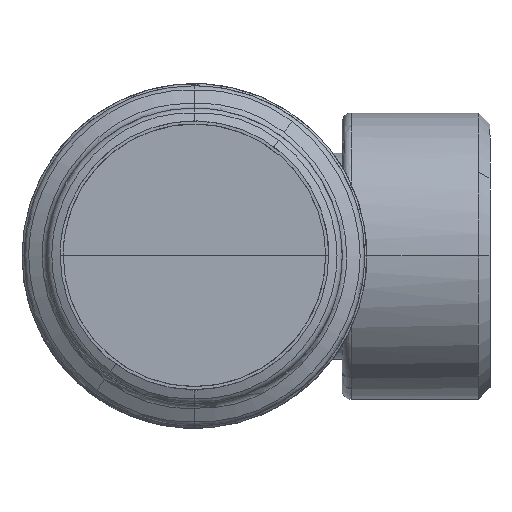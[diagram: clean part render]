
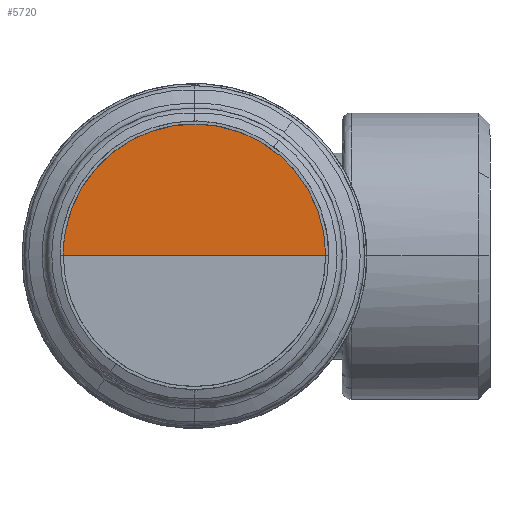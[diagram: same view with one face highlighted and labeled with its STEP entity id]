
A CAD part, top view. The second image highlights one B-rep face of the part: STEP entity #5720.
In plain terms, the highlighted planar face has unit normal (0, 0, 1).
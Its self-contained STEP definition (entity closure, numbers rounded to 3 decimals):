
#5644=CARTESIAN_POINT('Control Point',(14.65,0.,61.5)) ;
#5645=CARTESIAN_POINT('Control Point',(14.65,2.301,61.5)) ;
#5646=CARTESIAN_POINT('Control Point',(14.198,4.602,61.5)) ;
#5647=CARTESIAN_POINT('Control Point',(13.294,6.785,61.5)) ;
#5648=CARTESIAN_POINT('Control Point',(10.679,10.679,61.5)) ;
#5649=CARTESIAN_POINT('Control Point',(6.785,13.294,61.5)) ;
#5650=CARTESIAN_POINT('Control Point',(4.602,14.198,61.5)) ;
#5651=CARTESIAN_POINT('Control Point',(0.,15.102,61.5)) ;
#5652=CARTESIAN_POINT('Control Point',(-4.602,14.198,61.5)) ;
#5653=CARTESIAN_POINT('Control Point',(-6.785,13.294,61.5)) ;
#5654=CARTESIAN_POINT('Control Point',(-10.679,10.679,61.5)) ;
#5655=CARTESIAN_POINT('Control Point',(-13.294,6.785,61.5)) ;
#5656=CARTESIAN_POINT('Control Point',(-14.198,4.602,61.5)) ;
#5657=CARTESIAN_POINT('Control Point',(-14.65,2.301,61.5)) ;
#5658=CARTESIAN_POINT('Control Point',(-14.65,0.,61.5)) ;
#5659=CARTESIAN_POINT('Vertex',(14.65,0.,61.5)) ;
#5661=CARTESIAN_POINT('Vertex',(-14.65,0.,61.5)) ;
#5698=CARTESIAN_POINT('Axis2P3D Location',(0.,0.,61.5)) ;
#5703=CARTESIAN_POINT('Line Origine',(7.325,0.,61.5)) ;
#5707=CARTESIAN_POINT('Vertex',(0.,0.,61.5)) ;
#5710=CARTESIAN_POINT('Line Origine',(-7.325,0.,61.5)) ;
#5699=DIRECTION('Axis2P3D Direction',(0.,0.,-1.)) ;
#5700=DIRECTION('Axis2P3D XDirection',(1.,0.,0.)) ;
#5704=DIRECTION('Vector Direction',(-1.,0.,0.)) ;
#5711=DIRECTION('Vector Direction',(-1.,0.,0.)) ;
#5701=AXIS2_PLACEMENT_3D('Plane Axis2P3D',#5698,#5699,#5700) ;
#5716=ORIENTED_EDGE('',*,*,#5709,.F.) ;
#5717=ORIENTED_EDGE('',*,*,#5663,.T.) ;
#5718=ORIENTED_EDGE('',*,*,#5714,.F.) ;
#5705=VECTOR('Line Direction',#5704,1.) ;
#5712=VECTOR('Line Direction',#5711,1.) ;
#5720=ADVANCED_FACE('PartBody',(#5719),#5702,.F.) ;
#5643=B_SPLINE_CURVE_WITH_KNOTS('',5,(#5644,#5645,#5646,#5647,#5648,#5649,#5650,#5651,#5652,#5653,#5654,#5655,#5656,#5657,#5658),.UNSPECIFIED.,.F.,.U.,(6,3,3,3,6),(-23.012,-11.506,0.,11.506,23.012),.UNSPECIFIED.) ;
#5663=EDGE_CURVE('',#5660,#5662,#5643,.T.) ;
#5709=EDGE_CURVE('',#5660,#5708,#5706,.T.) ;
#5714=EDGE_CURVE('',#5708,#5662,#5713,.T.) ;
#5715=EDGE_LOOP('',(#5716,#5717,#5718)) ;
#5719=FACE_OUTER_BOUND('',#5715,.T.) ;
#5706=LINE('Line',#5703,#5705) ;
#5713=LINE('Line',#5710,#5712) ;
#5702=PLANE('',#5701) ;
#5660=VERTEX_POINT('',#5659) ;
#5662=VERTEX_POINT('',#5661) ;
#5708=VERTEX_POINT('',#5707) ;
